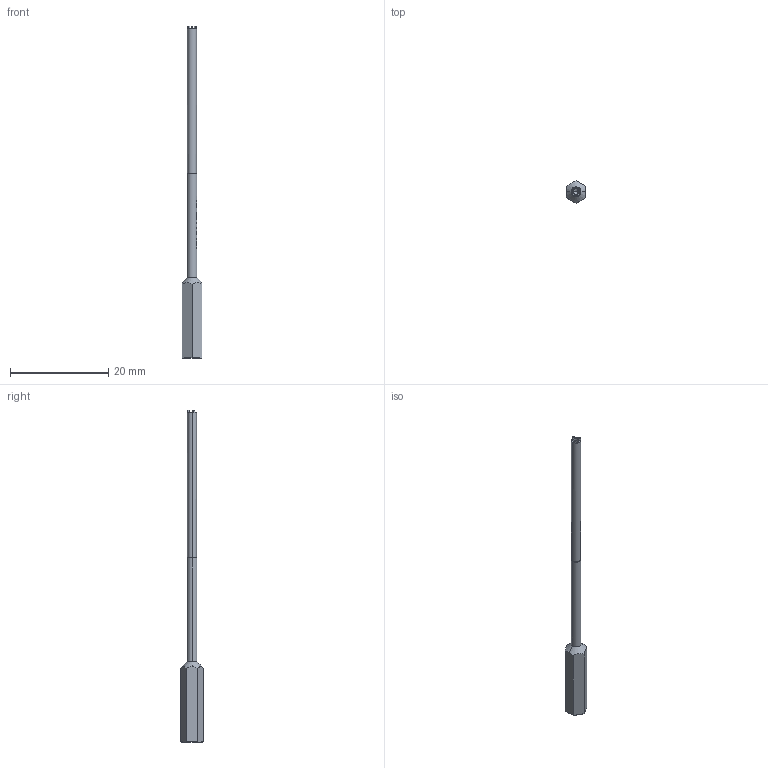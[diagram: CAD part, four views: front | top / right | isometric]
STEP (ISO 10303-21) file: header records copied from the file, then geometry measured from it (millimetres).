
FILE_DESCRIPTION (( 'STEP AP214' ), '1' );
FILE_NAME ('MOD-1011156-BIT731SP.STEP', '2023-01-23T12:03:54', ( '' ), ( '' ), 'SwSTEP 2.0', 'SolidWorks 2020', '' );
FILE_SCHEMA (( 'AUTOMOTIVE_DESIGN' ));
Length unit declared in the file: millimetre
Products named in the file (1): MOD-1011156-BIT731SP
Bounding box: 4 x 4.62 x 67.5 mm (x, y, z)
Volume: 350.2 mm3; surface area: 598.2 mm2
Topology: 1 solids, 1 shells, 190 faces, 538 edges, 351 vertices
Faces by surface type: plane 98, bspline 52, cylinder 31, cone 9
Entity records: 10171 total; most frequent: CARTESIAN_POINT 5686, ORIENTED_EDGE 1072, DIRECTION 722, EDGE_CURVE 536, VERTEX_POINT 351, AXIS2_PLACEMENT_3D 252, LINE 218, VECTOR 218
